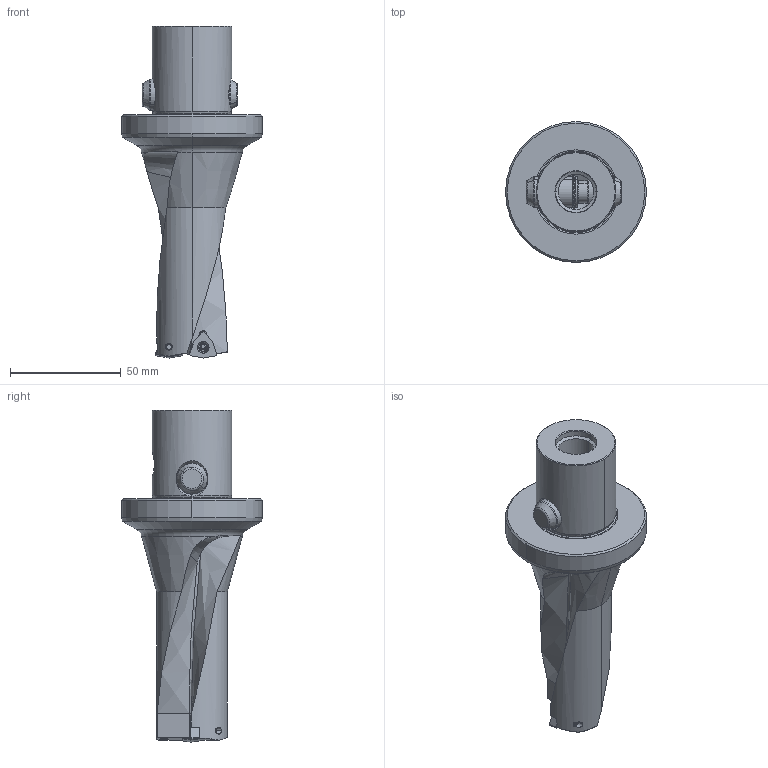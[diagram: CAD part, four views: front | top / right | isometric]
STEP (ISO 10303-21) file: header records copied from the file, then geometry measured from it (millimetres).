
FILE_DESCRIPTION(('no description'),'unknown implementation level');
FILE_NAME('E8851BBE-756C-40E3-9C46-699F328C4FDA_export.stp',' ',('CIMSOURCE GmbH'),('CADClick - KiM GmbH - www.kimweb.de'),'unknown preprocess','ACIS','unknown authorization');
FILE_SCHEMA(('automotive_design'));
Length unit declared in the file: millimetre
Products named in the file (7): 336.633 Kaiser WB 33-66 X CK6|336.633 Kaiser WB 33-66 X CK6_Standard-2;NONE; 336.633 Kaiser WB 33-66 X CK6|336.633 Kaiser WB 33-66 X CK6_Standard-1;NONE; 336.633 Kaiser WB 33-66 X CK6|336.633 Kaiser WB 33-66 X CK6_Standard;NONE; 336.633 Kaiser WB 33-66 X CK6|694.137 Kasier ETL M3,5 X 9,4 T10 IP 10S_Standard;NONE; 336.633 Kaiser WB 33-66 X CK6|691.506 Kaiser ETL D14 X 43K_Standard|691.526 Mitnehmerbolzen_Standard;NONE; 336.633 Kaiser WB 33-66 X CK6|691.506 Kaiser ETL D14 X 43K_Standard|693.305 Sprengring_Standard;NONE
Bounding box: 63.5 x 63.5 x 149.8 mm (x, y, z)
Volume: 135484.4 mm3; surface area: 30886.6 mm2
Topology: 7 solids, 7 shells, 352 faces, 871 edges, 534 vertices
Faces by surface type: cylinder 121, plane 90, cone 77, torus 41, bspline 23
Entity records: 30748 total; most frequent: CARTESIAN_POINT 12381, DIRECTION 1842, STYLED_ITEM 1761, PRESENTATION_STYLE_ASSIGNMENT 1761, COLOUR_RGB 1761, ORIENTED_EDGE 1736, EDGE_CURVE 868, CURVE_STYLE 868
